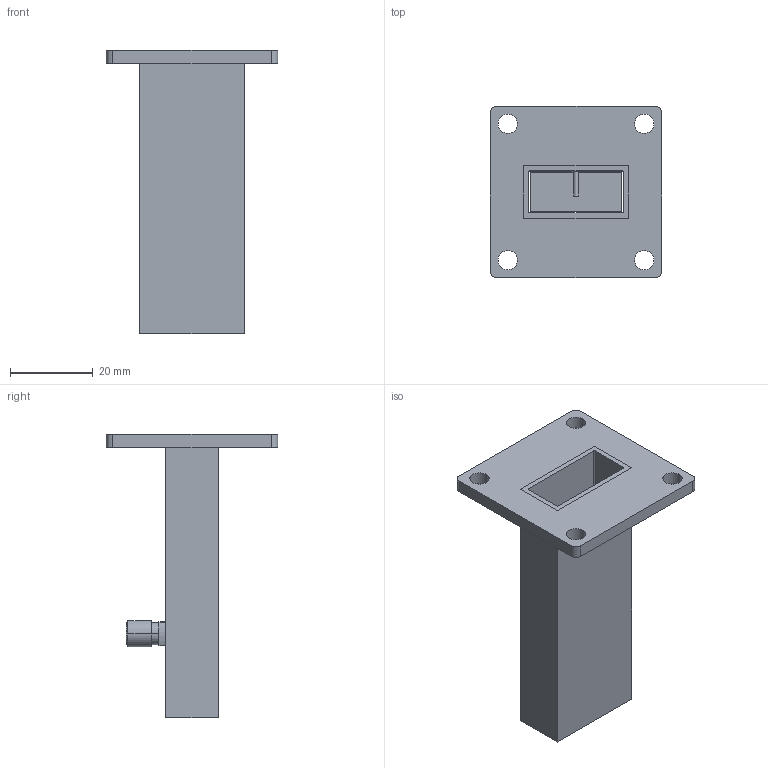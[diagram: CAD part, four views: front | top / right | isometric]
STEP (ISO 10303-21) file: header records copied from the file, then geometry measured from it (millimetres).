
FILE_DESCRIPTION (( 'STEP AP203' ), '1' );
FILE_NAME ('Waveguide Assembly.STEP', '2019-08-02T22:18:42', ( '' ), ( '' ), 'SwSTEP 2.0', 'SolidWorks 2013', '' );
FILE_SCHEMA (( 'CONFIG_CONTROL_DESIGN' ));
Length unit declared in the file: inch
Products named in the file (5): Adjustment Plug; Waveguide Assembly; SMA 2 Hole Mt Trimed; Waveguide; Flange
Assembly tree (4 placements, depth 2):
  Waveguide Assembly
    Waveguide
    Adjustment Plug
    Flange
    SMA 2 Hole Mt Trimed
Bounding box: 41.53 x 41.53 x 68.58 mm (x, y, z)
Volume: 13408.2 mm3; surface area: 15236.9 mm2
Topology: 4 solids, 4 shells, 89 faces, 219 edges, 146 vertices
Faces by surface type: cylinder 51, plane 38
Entity records: 3256 total; most frequent: DIRECTION 513, CARTESIAN_POINT 461, ORIENTED_EDGE 438, EDGE_CURVE 219, AXIS2_PLACEMENT_3D 198, VERTEX_POINT 146, EDGE_LOOP 121, VECTOR 117
